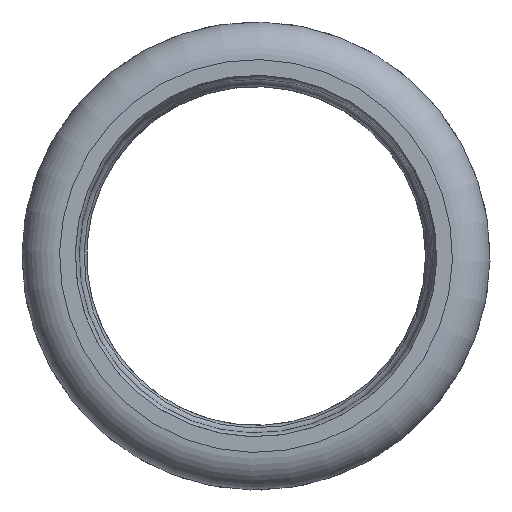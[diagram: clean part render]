
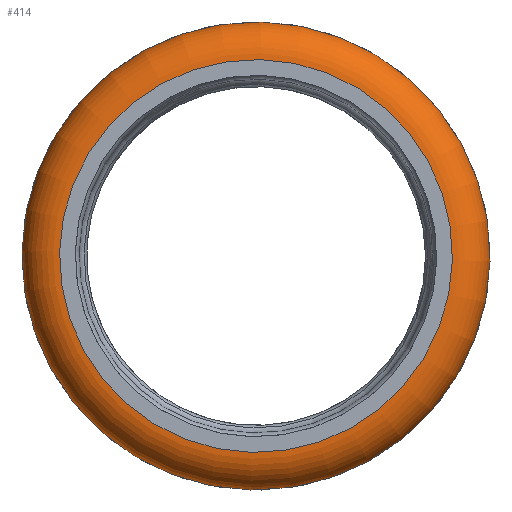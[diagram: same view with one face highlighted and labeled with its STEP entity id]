
A CAD part, left-side view. The second image highlights one B-rep face of the part: STEP entity #414.
In plain terms, the highlighted toroidal (fillet/blend) face has major radius 15.65 mm and minor radius 3 mm.
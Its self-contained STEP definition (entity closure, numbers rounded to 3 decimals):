
#27=TOROIDAL_SURFACE('',#475,15.65,3.);
#44=FACE_OUTER_BOUND('',#74,.T.);
#74=EDGE_LOOP('',(#277,#278,#279,#280));
#130=CIRCLE('',#472,15.65);
#132=CIRCLE('',#476,3.);
#133=CIRCLE('',#477,18.068);
#174=VERTEX_POINT('',#716);
#176=VERTEX_POINT('',#722);
#211=EDGE_CURVE('',#174,#174,#130,.T.);
#213=EDGE_CURVE('',#174,#176,#132,.T.);
#214=EDGE_CURVE('',#176,#176,#133,.T.);
#277=ORIENTED_EDGE('',*,*,#211,.F.);
#278=ORIENTED_EDGE('',*,*,#213,.T.);
#279=ORIENTED_EDGE('',*,*,#214,.T.);
#280=ORIENTED_EDGE('',*,*,#213,.F.);
#414=ADVANCED_FACE('',(#44),#27,.T.);
#472=AXIS2_PLACEMENT_3D('',#717,#563,#564);
#475=AXIS2_PLACEMENT_3D('',#721,#569,#570);
#476=AXIS2_PLACEMENT_3D('',#723,#571,#572);
#477=AXIS2_PLACEMENT_3D('',#724,#573,#574);
#563=DIRECTION('center_axis',(-1.,0.,0.));
#564=DIRECTION('ref_axis',(0.,1.,0.));
#569=DIRECTION('center_axis',(-1.,0.,0.));
#570=DIRECTION('ref_axis',(0.,0.878,-0.479));
#571=DIRECTION('center_axis',(0.,0.479,0.878));
#572=DIRECTION('ref_axis',(0.,-0.878,0.479));
#573=DIRECTION('center_axis',(-1.,0.,0.));
#574=DIRECTION('ref_axis',(0.,1.,0.));
#716=CARTESIAN_POINT('',(-27.,-13.734,7.503));
#717=CARTESIAN_POINT('Origin',(-27.,0.,0.));
#721=CARTESIAN_POINT('Origin',(-24.,0.,0.));
#722=CARTESIAN_POINT('',(-22.224,-15.856,8.662));
#723=CARTESIAN_POINT('Origin',(-24.,-13.734,7.503));
#724=CARTESIAN_POINT('Origin',(-22.224,0.,0.));
